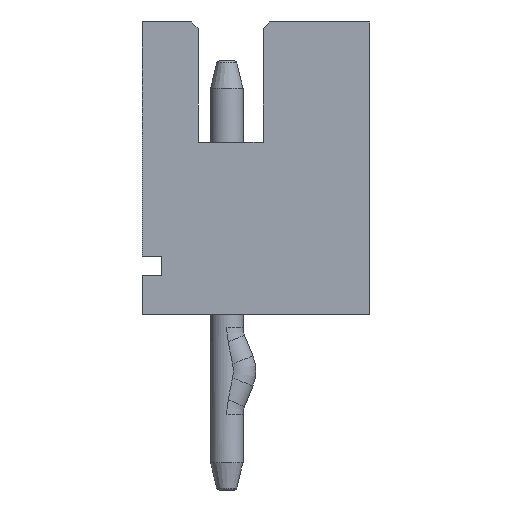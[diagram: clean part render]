
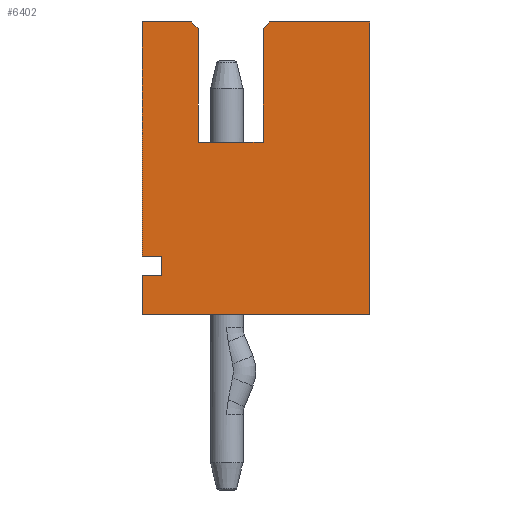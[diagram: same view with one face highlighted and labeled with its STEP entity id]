
A CAD part, left-side view. The second image highlights one B-rep face of the part: STEP entity #6402.
In plain terms, the highlighted face is planar.
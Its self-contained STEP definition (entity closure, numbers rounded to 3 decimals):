
#956=ORIENTED_EDGE('',*,*,#2099,.F.);
#957=ORIENTED_EDGE('',*,*,#2025,.T.);
#958=ORIENTED_EDGE('',*,*,#2116,.F.);
#959=ORIENTED_EDGE('',*,*,#2124,.F.);
#960=ORIENTED_EDGE('',*,*,#2057,.T.);
#961=ORIENTED_EDGE('',*,*,#2054,.T.);
#962=ORIENTED_EDGE('',*,*,#2051,.T.);
#963=ORIENTED_EDGE('',*,*,#2125,.F.);
#964=ORIENTED_EDGE('',*,*,#2126,.F.);
#965=ORIENTED_EDGE('',*,*,#2127,.F.);
#966=ORIENTED_EDGE('',*,*,#2113,.F.);
#967=ORIENTED_EDGE('',*,*,#2000,.T.);
#968=ORIENTED_EDGE('',*,*,#2092,.F.);
#969=ORIENTED_EDGE('',*,*,#2097,.F.);
#2000=EDGE_CURVE('',#2618,#2619,#3184,.T.);
#2025=EDGE_CURVE('',#2636,#2637,#3209,.T.);
#2051=EDGE_CURVE('',#2656,#2655,#3235,.T.);
#2054=EDGE_CURVE('',#2658,#2656,#3238,.T.);
#2057=EDGE_CURVE('',#2660,#2658,#3241,.T.);
#2092=EDGE_CURVE('',#2682,#2619,#3276,.T.);
#2097=EDGE_CURVE('',#2685,#2682,#3281,.T.);
#2099=EDGE_CURVE('',#2636,#2685,#3283,.T.);
#2113=EDGE_CURVE('',#2618,#2694,#3297,.T.);
#2116=EDGE_CURVE('',#2696,#2637,#3300,.T.);
#2124=EDGE_CURVE('',#2660,#2696,#3308,.T.);
#2125=EDGE_CURVE('',#2700,#2655,#3309,.T.);
#2126=EDGE_CURVE('',#2701,#2700,#3310,.T.);
#2127=EDGE_CURVE('',#2694,#2701,#3311,.T.);
#2618=VERTEX_POINT('',#8624);
#2619=VERTEX_POINT('',#8625);
#2636=VERTEX_POINT('',#8675);
#2637=VERTEX_POINT('',#8676);
#2655=VERTEX_POINT('',#8728);
#2656=VERTEX_POINT('',#8730);
#2658=VERTEX_POINT('',#8736);
#2660=VERTEX_POINT('',#8742);
#2682=VERTEX_POINT('',#8811);
#2685=VERTEX_POINT('',#8819);
#2694=VERTEX_POINT('',#8852);
#2696=VERTEX_POINT('',#8858);
#2700=VERTEX_POINT('',#8874);
#2701=VERTEX_POINT('',#8876);
#3184=LINE('',#8623,#3536);
#3209=LINE('',#8674,#3561);
#3235=LINE('',#8729,#3587);
#3238=LINE('',#8735,#3590);
#3241=LINE('',#8741,#3593);
#3276=LINE('',#8810,#3628);
#3281=LINE('',#8820,#3633);
#3283=LINE('',#8823,#3635);
#3297=LINE('',#8851,#3649);
#3300=LINE('',#8857,#3652);
#3308=LINE('',#8872,#3660);
#3309=LINE('',#8873,#3661);
#3310=LINE('',#8875,#3662);
#3311=LINE('',#8877,#3663);
#3536=VECTOR('',#7330,1000.);
#3561=VECTOR('',#7371,1000.);
#3587=VECTOR('',#7415,1000.);
#3590=VECTOR('',#7420,1000.);
#3593=VECTOR('',#7425,1000.);
#3628=VECTOR('',#7484,1000.);
#3633=VECTOR('',#7491,1000.);
#3635=VECTOR('',#7495,1000.);
#3649=VECTOR('',#7521,1000.);
#3652=VECTOR('',#7526,1000.);
#3660=VECTOR('',#7540,1000.);
#3661=VECTOR('',#7541,1000.);
#3662=VECTOR('',#7542,1000.);
#3663=VECTOR('',#7543,1000.);
#3804=EDGE_LOOP('',(#956,#957,#958,#959,#960,#961,#962,#963,#964,#965,#966,
#967,#968,#969));
#4150=FACE_BOUND('',#3804,.T.);
#4494=PLANE('',#6661);
#6402=ADVANCED_FACE('',(#4150),#4494,.F.);
#6661=AXIS2_PLACEMENT_3D('',#8871,#7538,#7539);
#7330=DIRECTION('',(0.,-0.707,-0.707));
#7371=DIRECTION('',(0.,-0.707,0.707));
#7415=DIRECTION('',(0.,-1.,0.));
#7420=DIRECTION('',(0.,0.,-1.));
#7425=DIRECTION('',(0.,1.,0.));
#7484=DIRECTION('',(0.,0.,1.));
#7491=DIRECTION('',(0.,1.,0.));
#7495=DIRECTION('',(0.,0.,-1.));
#7521=DIRECTION('',(0.,1.,0.));
#7526=DIRECTION('',(0.,1.,0.));
#7538=DIRECTION('',(-1.,0.,0.));
#7539=DIRECTION('',(0.,0.,1.));
#7540=DIRECTION('',(0.,0.,1.));
#7541=DIRECTION('',(0.,0.,1.));
#7542=DIRECTION('',(0.,-1.,0.));
#7543=DIRECTION('',(0.,0.,-1.));
#8623=CARTESIAN_POINT('',(8.25,0.21,2.25));
#8624=CARTESIAN_POINT('',(8.25,0.21,2.25));
#8625=CARTESIAN_POINT('',(8.25,0.11,2.15));
#8674=CARTESIAN_POINT('',(8.25,-0.89,2.15));
#8675=CARTESIAN_POINT('',(8.25,-0.89,2.15));
#8676=CARTESIAN_POINT('',(8.25,-0.99,2.25));
#8728=CARTESIAN_POINT('',(8.25,-1.75,-1.65));
#8729=CARTESIAN_POINT('',(8.25,-1.45,-1.65));
#8730=CARTESIAN_POINT('',(8.25,-1.45,-1.65));
#8735=CARTESIAN_POINT('',(8.25,-1.45,-1.35));
#8736=CARTESIAN_POINT('',(8.25,-1.45,-1.35));
#8741=CARTESIAN_POINT('',(8.25,-1.75,-1.35));
#8742=CARTESIAN_POINT('',(8.25,-1.75,-1.35));
#8810=CARTESIAN_POINT('',(8.25,0.11,0.4));
#8811=CARTESIAN_POINT('',(8.25,0.11,0.4));
#8819=CARTESIAN_POINT('',(8.25,-0.89,0.4));
#8820=CARTESIAN_POINT('',(8.25,-0.89,0.4));
#8823=CARTESIAN_POINT('',(8.25,-0.89,2.25));
#8851=CARTESIAN_POINT('',(8.25,-1.75,2.25));
#8852=CARTESIAN_POINT('',(8.25,1.75,2.25));
#8857=CARTESIAN_POINT('',(8.25,-1.75,2.25));
#8858=CARTESIAN_POINT('',(8.25,-1.75,2.25));
#8871=CARTESIAN_POINT('',(8.25,0.,0.));
#8872=CARTESIAN_POINT('',(8.25,-1.75,-2.25));
#8873=CARTESIAN_POINT('',(8.25,-1.75,-2.25));
#8874=CARTESIAN_POINT('',(8.25,-1.75,-2.25));
#8875=CARTESIAN_POINT('',(8.25,1.75,-2.25));
#8876=CARTESIAN_POINT('',(8.25,1.75,-2.25));
#8877=CARTESIAN_POINT('',(8.25,1.75,2.25));
